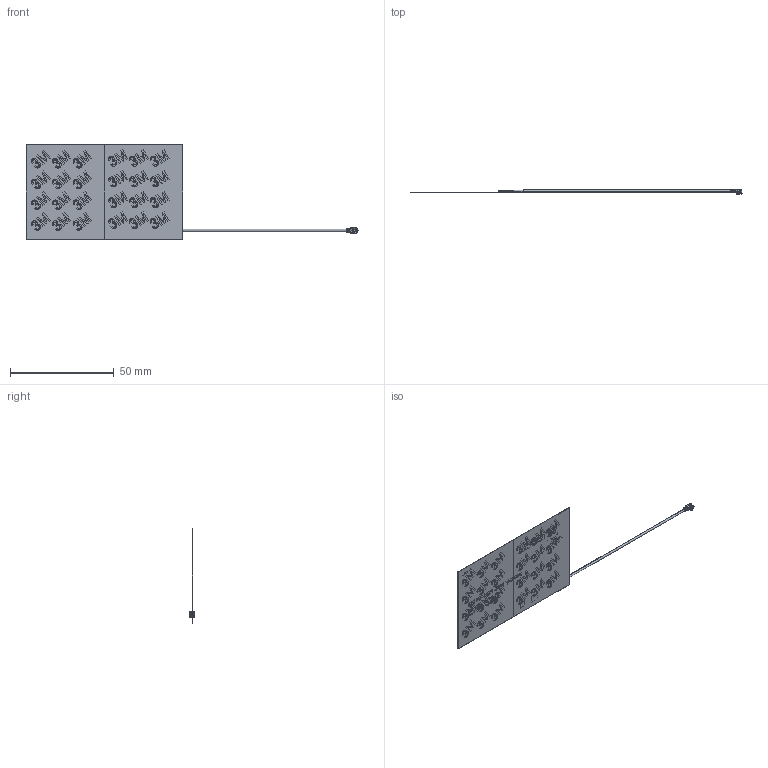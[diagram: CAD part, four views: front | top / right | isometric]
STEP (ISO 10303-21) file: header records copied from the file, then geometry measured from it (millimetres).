
FILE_DESCRIPTION (( 'STEP AP214' ), '1' );
FILE_NAME ('FXP290.07.0100A_web.STEP', '2022-03-15T15:08:50', ( '' ), ( '' ), 'SwSTEP 2.0', 'SolidWorks 2018', '' );
FILE_SCHEMA (( 'AUTOMOTIVE_DESIGN' ));
Length unit declared in the file: millimetre
Products named in the file (1): FXP290.07.0100A_web
Bounding box: 159.75 x 2.1 x 45.4 mm (x, y, z)
Surface area: 9051.8 mm2 (no closed solid volume)
Topology: 0 solids, 43 shells, 447 faces, 4547 edges, 4031 vertices
Faces by surface type: plane 300, bspline 74, cylinder 58, cone 15
Entity records: 58356 total; most frequent: CARTESIAN_POINT 26692, ORIENTED_EDGE 5226, EDGE_CURVE 4544, VERTEX_POINT 4031, DIRECTION 3410, VECTOR 2408, LINE 2408, B_SPLINE_CURVE_WITH_KNOTS 2006
